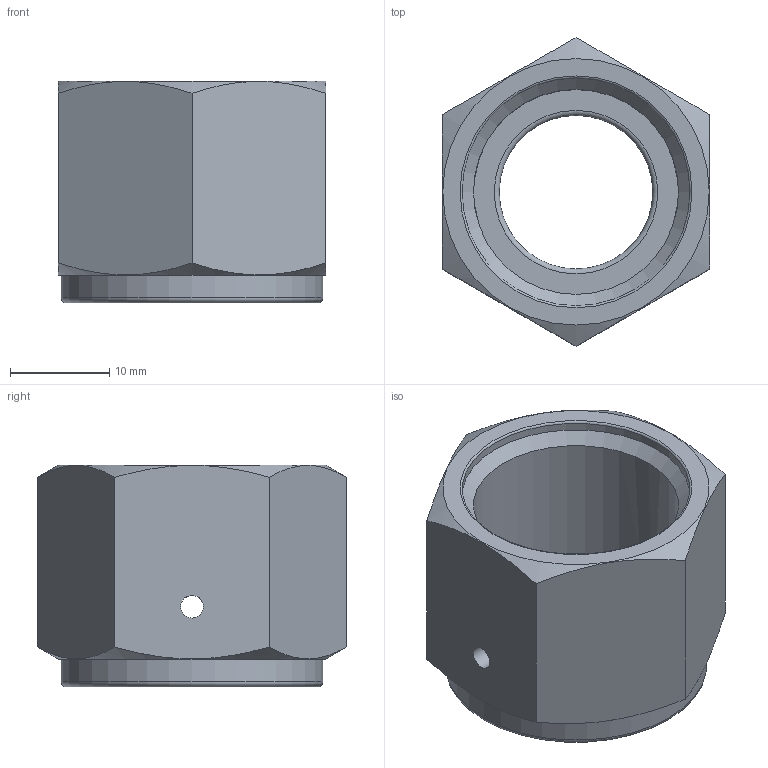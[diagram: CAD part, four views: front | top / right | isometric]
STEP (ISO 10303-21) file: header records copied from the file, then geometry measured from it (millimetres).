
FILE_DESCRIPTION(/* description */ (''),/* implementation_level */ '2;1');
FILE_NAME(/* name */ 'SM8FN.stp',/* time_stamp */ '2025-03-10T14:17:01+09:00',/* author */ ('user'),/* organization */ (''),/* preprocessor_version */ 'ST-DEVELOPER v20',/* originating_system */ 'Autodesk Inventor 2022',/* authorisation */ '');
FILE_SCHEMA (('AUTOMOTIVE_DESIGN { 1 0 10303 214 3 1 1 }'));
Length unit declared in the file: millimetre
Products named in the file (1): SM8FN
Bounding box: 27 x 31.18 x 22.4 mm (x, y, z)
Volume: 6679.5 mm3; surface area: 4236.7 mm2
Topology: 1 solids, 1 shells, 23 faces, 52 edges, 33 vertices
Faces by surface type: plane 10, cylinder 6, torus 4, cone 3
Full cylindrical faces by diameter (mm): 2.3 x2, 15.5 x1, 20.7 x1, 23 x1, 26.4 x1
Entity records: 754 total; most frequent: CARTESIAN_POINT 199, DIRECTION 109, ORIENTED_EDGE 104, EDGE_CURVE 52, AXIS2_PLACEMENT_3D 47, VERTEX_POINT 33, EDGE_LOOP 31, FACE_OUTER_BOUND 23
